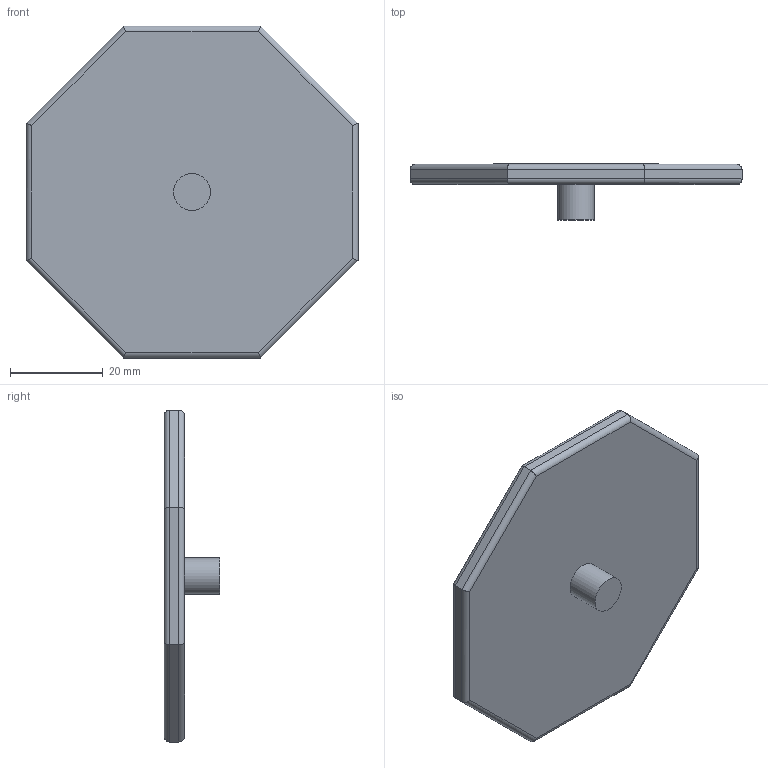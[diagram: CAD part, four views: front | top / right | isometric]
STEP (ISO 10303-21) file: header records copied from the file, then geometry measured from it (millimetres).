
FILE_DESCRIPTION(/* description */ (''),/* implementation_level */ '2;1');
FILE_NAME(/* name */ 'Tensile_test_OV-PAM_standard_bottom.stp',/* time_stamp */ '2023-09-04T13:52:55+09:00',/* author */ ('jsw'),/* organization */ (''),/* preprocessor_version */ 'ST-DEVELOPER v19.2',/* originating_system */ 'Autodesk Inventor 2024',/* authorisation */ '');
FILE_SCHEMA (('AUTOMOTIVE_DESIGN { 1 0 10303 214 3 1 1 }'));
Length unit declared in the file: millimetre
Products named in the file (1): OV-PAM_bottom_2
Bounding box: 71.58 x 12.02 x 71.58 mm (x, y, z)
Volume: 16321.4 mm3; surface area: 9878.1 mm2
Topology: 1 solids, 1 shells, 46 faces, 107 edges, 66 vertices
Faces by surface type: plane 29, cylinder 17
Full cylindrical faces by diameter (mm): 7.938 x1
Entity records: 1324 total; most frequent: CARTESIAN_POINT 220, DIRECTION 219, ORIENTED_EDGE 214, EDGE_CURVE 107, LINE 89, VECTOR 89, VERTEX_POINT 66, AXIS2_PLACEMENT_3D 65
